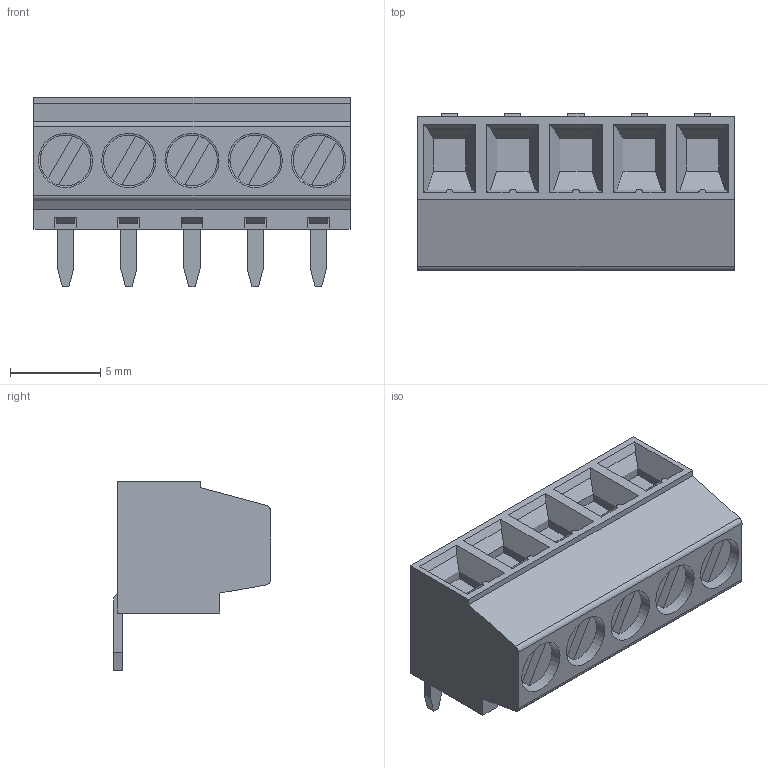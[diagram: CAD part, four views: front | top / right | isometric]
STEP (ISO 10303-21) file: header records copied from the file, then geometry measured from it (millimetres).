
FILE_DESCRIPTION(('STEP AP214'),'1');
FILE_NAME('MV135-3,5-H-L.stp','2021-03-15T15:25:18',(' '),(' '),'Spatial InterOp 3D',' ',' ');
FILE_SCHEMA(('automotive_design'));
Length unit declared in the file: metre
Products named in the file (1): 1
Bounding box: 17.5 x 8.7 x 10.5 mm (x, y, z)
Volume: 869.8 mm3; surface area: 945.8 mm2
Topology: 1 solids, 1 shells, 261 faces, 693 edges, 457 vertices
Faces by surface type: plane 214, cylinder 36, torus 5, cone 5, extrusion 1
Full cylindrical faces by diameter (mm): 2 x5, 2.1 x5, 2.8 x5, 3 x5
Entity records: 9865 total; most frequent: CARTESIAN_POINT 1426, ORIENTED_EDGE 1296, DIRECTION 1253, EDGE_CURVE 648, VECTOR 535, LINE 534, VERTEX_POINT 442, AXIS2_PLACEMENT_3D 359
